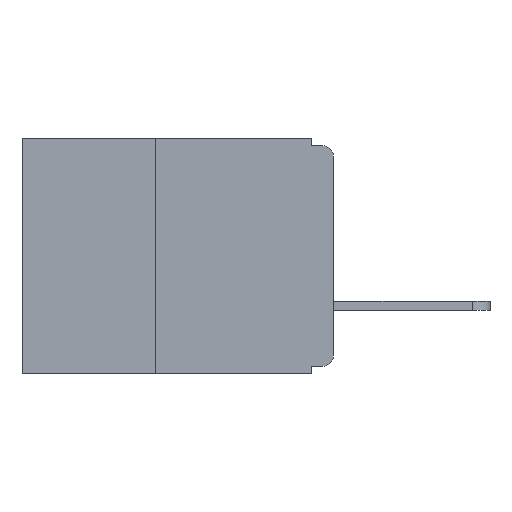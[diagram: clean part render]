
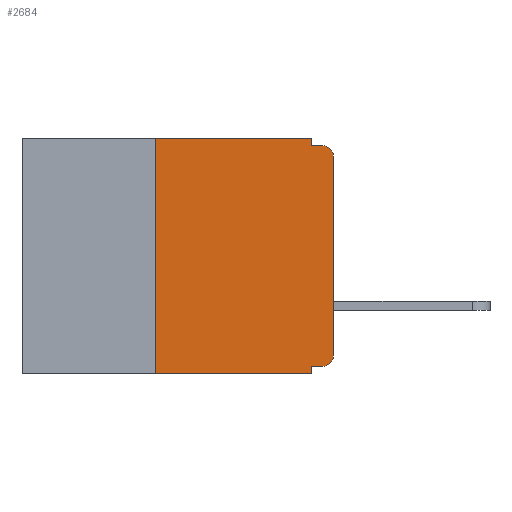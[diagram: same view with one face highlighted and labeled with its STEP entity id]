
A CAD part, left-side view. The second image highlights one B-rep face of the part: STEP entity #2684.
In plain terms, the highlighted planar face has unit normal (-1, 0, 0).
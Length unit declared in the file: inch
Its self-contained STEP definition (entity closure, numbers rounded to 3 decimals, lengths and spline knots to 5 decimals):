
#7 = CARTESIAN_POINT ( 'NONE',  ( 0., 0.437, 0. ) ) ;
#23 = DIRECTION ( 'NONE',  ( 0., 0., -1. ) ) ;
#29 = CARTESIAN_POINT ( 'NONE',  ( 0., 0.25, -0.33 ) ) ;
#41 = DIRECTION ( 'NONE',  ( 0., -1., 0. ) ) ;
#97 = ORIENTED_EDGE ( 'NONE', *, *, #3020, .T. ) ;
#263 = CARTESIAN_POINT ( 'NONE',  ( 0., 0.031, 0. ) ) ;
#275 = VERTEX_POINT ( 'NONE', #8222 ) ;
#545 = DIRECTION ( 'NONE',  ( 0., -1., 0. ) ) ;
#625 = ORIENTED_EDGE ( 'NONE', *, *, #7529, .F. ) ;
#683 = CARTESIAN_POINT ( 'NONE',  ( 0., 0.031, -0.33 ) ) ;
#1024 = ORIENTED_EDGE ( 'NONE', *, *, #6311, .T. ) ;
#1027 = VERTEX_POINT ( 'NONE', #29 ) ;
#1044 = LINE ( 'NONE', #263, #2994 ) ;
#1264 = EDGE_CURVE ( 'NONE', #6875, #3596, #6751, .T. ) ;
#1362 = FACE_OUTER_BOUND ( 'NONE', #5429, .T. ) ;
#1410 = DIRECTION ( 'NONE',  ( -1., 0., 0. ) ) ;
#1452 = VECTOR ( 'NONE', #6687, 39.37008 ) ;
#1465 = EDGE_CURVE ( 'NONE', #8579, #7570, #6873, .T. ) ;
#1492 = LINE ( 'NONE', #2966, #5266 ) ;
#1608 = DIRECTION ( 'NONE',  ( 1., 0., 0. ) ) ;
#2265 = VECTOR ( 'NONE', #3321, 39.37008 ) ;
#2360 = ORIENTED_EDGE ( 'NONE', *, *, #1465, .T. ) ;
#2362 = ORIENTED_EDGE ( 'NONE', *, *, #2638, .F. ) ;
#2504 = CARTESIAN_POINT ( 'NONE',  ( 0., 0., -0.32 ) ) ;
#2638 = EDGE_CURVE ( 'NONE', #5310, #5564, #3464, .T. ) ;
#2675 = ORIENTED_EDGE ( 'NONE', *, *, #1264, .F. ) ;
#2684 = ADVANCED_FACE ( 'NONE', ( #1362 ), #9732, .F. ) ;
#2778 = CARTESIAN_POINT ( 'NONE',  ( 0., 0.015, -0.025 ) ) ;
#2966 = CARTESIAN_POINT ( 'NONE',  ( 0., 0., 0. ) ) ;
#2994 = VECTOR ( 'NONE', #4385, 39.37008 ) ;
#3020 = EDGE_CURVE ( 'NONE', #7570, #5019, #1492, .T. ) ;
#3277 = CARTESIAN_POINT ( 'NONE',  ( 0., 0.031, -0.01 ) ) ;
#3321 = DIRECTION ( 'NONE',  ( 0., -1., 0. ) ) ;
#3347 = EDGE_CURVE ( 'NONE', #5019, #3596, #8136, .T. ) ;
#3454 = CARTESIAN_POINT ( 'NONE',  ( 0., 0.031, -0.33 ) ) ;
#3464 = LINE ( 'NONE', #3454, #3856 ) ;
#3562 = DIRECTION ( 'NONE',  ( 0., 0., -1. ) ) ;
#3583 = CARTESIAN_POINT ( 'NONE',  ( 0., 0.031, -0.32 ) ) ;
#3596 = VERTEX_POINT ( 'NONE', #6337 ) ;
#3741 = DIRECTION ( 'NONE',  ( 0., 0., 1. ) ) ;
#3742 = CARTESIAN_POINT ( 'NONE',  ( 0., 0., -0.01 ) ) ;
#3856 = VECTOR ( 'NONE', #3562, 39.37008 ) ;
#4010 = ORIENTED_EDGE ( 'NONE', *, *, #5057, .F. ) ;
#4385 = DIRECTION ( 'NONE',  ( 0., 0., -1. ) ) ;
#4442 = CARTESIAN_POINT ( 'NONE',  ( 0., 0.25, 0. ) ) ;
#4980 = LINE ( 'NONE', #2504, #1452 ) ;
#5019 = VERTEX_POINT ( 'NONE', #9856 ) ;
#5057 = EDGE_CURVE ( 'NONE', #9905, #275, #9215, .T. ) ;
#5266 = VECTOR ( 'NONE', #8811, 39.37008 ) ;
#5290 = DIRECTION ( 'NONE',  ( 0., 0., -1. ) ) ;
#5310 = VERTEX_POINT ( 'NONE', #3583 ) ;
#5429 = EDGE_LOOP ( 'NONE', ( #97, #7625, #2675, #8486, #4010, #7796, #1024, #2362, #625, #2360 ) ) ;
#5564 = VERTEX_POINT ( 'NONE', #683 ) ;
#6043 = AXIS2_PLACEMENT_3D ( 'NONE', #7886, #1608, #9025 ) ;
#6311 = EDGE_CURVE ( 'NONE', #1027, #5564, #10625, .T. ) ;
#6318 = AXIS2_PLACEMENT_3D ( 'NONE', #9185, #1410, #23 ) ;
#6337 = CARTESIAN_POINT ( 'NONE',  ( 0., 0.015, -0.01 ) ) ;
#6687 = DIRECTION ( 'NONE',  ( 0., 1., 0. ) ) ;
#6751 = LINE ( 'NONE', #3742, #10401 ) ;
#6873 = CIRCLE ( 'NONE', #6318, 0.015 ) ;
#6875 = VERTEX_POINT ( 'NONE', #3277 ) ;
#6963 = VECTOR ( 'NONE', #41, 39.37008 ) ;
#7529 = EDGE_CURVE ( 'NONE', #8579, #5310, #4980, .T. ) ;
#7570 = VERTEX_POINT ( 'NONE', #9246 ) ;
#7625 = ORIENTED_EDGE ( 'NONE', *, *, #3347, .T. ) ;
#7669 = DIRECTION ( 'NONE',  ( -1., 0., 0. ) ) ;
#7796 = ORIENTED_EDGE ( 'NONE', *, *, #9513, .F. ) ;
#7886 = CARTESIAN_POINT ( 'NONE',  ( 0., 0.437, 0. ) ) ;
#8136 = CIRCLE ( 'NONE', #8237, 0.015 ) ;
#8222 = CARTESIAN_POINT ( 'NONE',  ( 0., 0.031, 0. ) ) ;
#8237 = AXIS2_PLACEMENT_3D ( 'NONE', #2778, #7669, #5290 ) ;
#8361 = CARTESIAN_POINT ( 'NONE',  ( 0., 0.015, -0.32 ) ) ;
#8486 = ORIENTED_EDGE ( 'NONE', *, *, #8858, .F. ) ;
#8579 = VERTEX_POINT ( 'NONE', #8361 ) ;
#8668 = CARTESIAN_POINT ( 'NONE',  ( 0., 0.25, -0.33 ) ) ;
#8811 = DIRECTION ( 'NONE',  ( 0., 0., 1. ) ) ;
#8858 = EDGE_CURVE ( 'NONE', #275, #6875, #1044, .T. ) ;
#9025 = DIRECTION ( 'NONE',  ( 0., 0., -1. ) ) ;
#9185 = CARTESIAN_POINT ( 'NONE',  ( 0., 0.015, -0.305 ) ) ;
#9215 = LINE ( 'NONE', #7, #6963 ) ;
#9246 = CARTESIAN_POINT ( 'NONE',  ( 0., 0., -0.305 ) ) ;
#9513 = EDGE_CURVE ( 'NONE', #1027, #9905, #10031, .T. ) ;
#9732 = PLANE ( 'NONE',  #6043 ) ;
#9856 = CARTESIAN_POINT ( 'NONE',  ( 0., 0., -0.025 ) ) ;
#9902 = VECTOR ( 'NONE', #3741, 39.37008 ) ;
#9905 = VERTEX_POINT ( 'NONE', #4442 ) ;
#10031 = LINE ( 'NONE', #8668, #9902 ) ;
#10072 = CARTESIAN_POINT ( 'NONE',  ( 0., 0.437, -0.33 ) ) ;
#10401 = VECTOR ( 'NONE', #545, 39.37008 ) ;
#10625 = LINE ( 'NONE', #10072, #2265 ) ;
